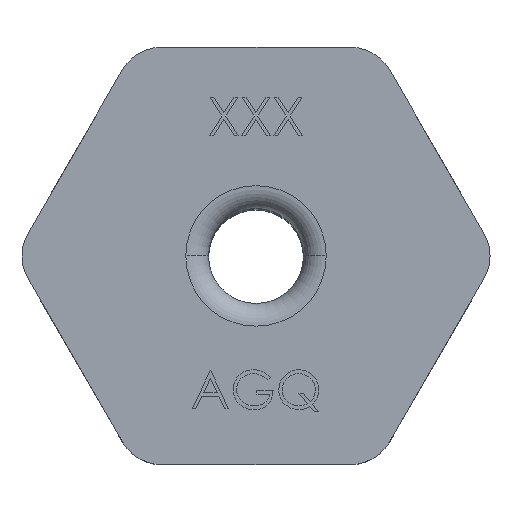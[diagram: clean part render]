
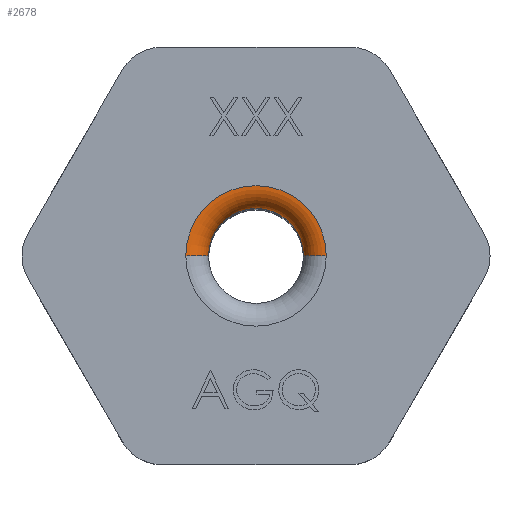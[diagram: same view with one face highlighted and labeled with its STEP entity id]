
A CAD part, top view. The second image highlights one B-rep face of the part: STEP entity #2678.
In plain terms, the highlighted toroidal (fillet/blend) face has major radius 4.699 mm and minor radius 1.524 mm.
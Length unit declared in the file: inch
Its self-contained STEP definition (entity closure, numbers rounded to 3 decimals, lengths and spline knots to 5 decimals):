
#381 = DIRECTION ( 'NONE',  ( 1., 0., 0. ) ) ;
#977 = CARTESIAN_POINT ( 'NONE',  ( -0.185, 0., 0. ) ) ;
#1045 = DIRECTION ( 'NONE',  ( 0., 0., 1. ) ) ;
#1099 = VERTEX_POINT ( 'NONE', #4865 ) ;
#1105 = AXIS2_PLACEMENT_3D ( 'NONE', #2226, #4478, #6756 ) ;
#1365 = EDGE_CURVE ( 'NONE', #2471, #5482, #2338, .T. ) ;
#1449 = AXIS2_PLACEMENT_3D ( 'NONE', #6136, #1045, #3298 ) ;
#1670 = EDGE_CURVE ( 'NONE', #4245, #1099, #5236, .T. ) ;
#1932 = DIRECTION ( 'NONE',  ( 0., -1., 0. ) ) ;
#2226 = CARTESIAN_POINT ( 'NONE',  ( 0., 0., -0.06 ) ) ;
#2338 = CIRCLE ( 'NONE', #4955, 0.06 ) ;
#2415 = AXIS2_PLACEMENT_3D ( 'NONE', #3186, #5461, #381 ) ;
#2471 = VERTEX_POINT ( 'NONE', #4813 ) ;
#2633 = CARTESIAN_POINT ( 'NONE',  ( -0.185, 0., -0.06 ) ) ;
#2678 = ADVANCED_FACE ( 'NONE', ( #6684 ), #4637, .T. ) ;
#2722 = EDGE_CURVE ( 'NONE', #5482, #1099, #4291, .T. ) ;
#3186 = CARTESIAN_POINT ( 'NONE',  ( 0., 0., 0. ) ) ;
#3298 = DIRECTION ( 'NONE',  ( 1., 0., 0. ) ) ;
#3581 = AXIS2_PLACEMENT_3D ( 'NONE', #2633, #4899, #7182 ) ;
#3768 = ORIENTED_EDGE ( 'NONE', *, *, #1670, .T. ) ;
#4184 = DIRECTION ( 'NONE',  ( 0., 0., -1. ) ) ;
#4245 = VERTEX_POINT ( 'NONE', #977 ) ;
#4275 = ORIENTED_EDGE ( 'NONE', *, *, #2722, .F. ) ;
#4291 = CIRCLE ( 'NONE', #1105, 0.125 ) ;
#4478 = DIRECTION ( 'NONE',  ( 0., 0., 1. ) ) ;
#4637 = TOROIDAL_SURFACE ( 'NONE', #1449, 0.185, 0.06 ) ;
#4813 = CARTESIAN_POINT ( 'NONE',  ( 0.185, 0., 0. ) ) ;
#4865 = CARTESIAN_POINT ( 'NONE',  ( -0.125, 0., -0.06 ) ) ;
#4899 = DIRECTION ( 'NONE',  ( 0., 1., 0. ) ) ;
#4922 = ORIENTED_EDGE ( 'NONE', *, *, #1365, .F. ) ;
#4955 = AXIS2_PLACEMENT_3D ( 'NONE', #7024, #1932, #4184 ) ;
#5043 = EDGE_CURVE ( 'NONE', #2471, #4245, #5637, .T. ) ;
#5089 = ORIENTED_EDGE ( 'NONE', *, *, #5043, .T. ) ;
#5236 = CIRCLE ( 'NONE', #3581, 0.06 ) ;
#5461 = DIRECTION ( 'NONE',  ( 0., 0., 1. ) ) ;
#5482 = VERTEX_POINT ( 'NONE', #6881 ) ;
#5637 = CIRCLE ( 'NONE', #2415, 0.185 ) ;
#6006 = EDGE_LOOP ( 'NONE', ( #5089, #3768, #4275, #4922 ) ) ;
#6136 = CARTESIAN_POINT ( 'NONE',  ( 0., 0., -0.06 ) ) ;
#6684 = FACE_OUTER_BOUND ( 'NONE', #6006, .T. ) ;
#6756 = DIRECTION ( 'NONE',  ( 1., 0., 0. ) ) ;
#6881 = CARTESIAN_POINT ( 'NONE',  ( 0.125, 0., -0.06 ) ) ;
#7024 = CARTESIAN_POINT ( 'NONE',  ( 0.185, 0., -0.06 ) ) ;
#7182 = DIRECTION ( 'NONE',  ( -1., 0., 0. ) ) ;
